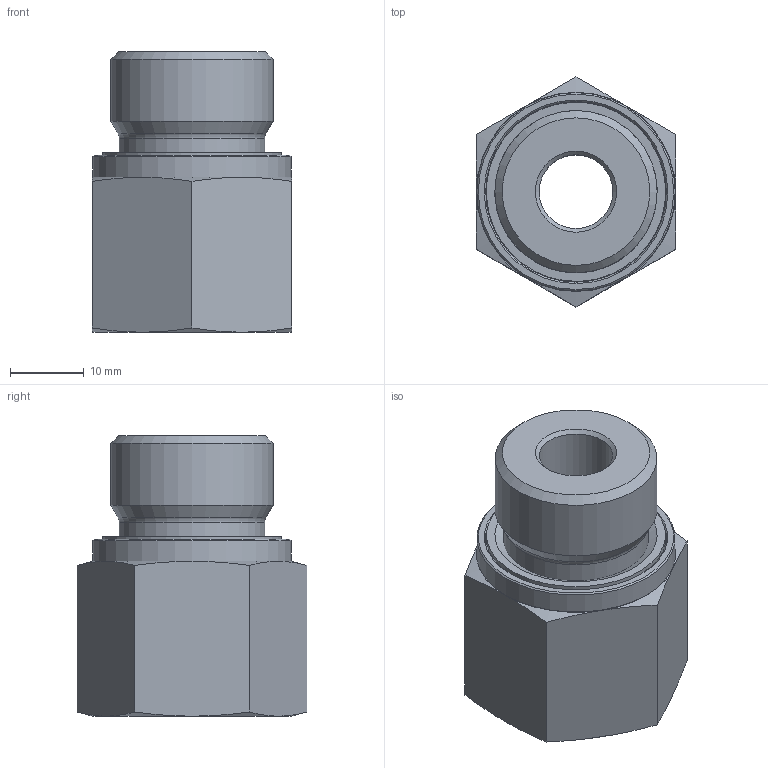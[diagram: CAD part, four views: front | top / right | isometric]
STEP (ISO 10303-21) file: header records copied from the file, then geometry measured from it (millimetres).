
FILE_DESCRIPTION((''),'2;1');
FILE_NAME('714122238.stp','2015-07-08T09:46:50',(''),('KNOMI spol. s r. o.'),'Autodesk Inventor 2012','Autodesk Inventor 2012','');
FILE_SCHEMA(('AUTOMOTIVE_DESIGN { 1 2 10303 214 0 1 1 1 }'));
Length unit declared in the file: millimetre
Products named in the file (3): RIEM/R M22-G3/8; 714132238; 609222200
Assembly tree (2 placements, depth 2):
  RIEM/R M22-G3/8
    714132238
    609222200
Bounding box: 27 x 31.18 x 38 mm (x, y, z)
Volume: 15306.2 mm3; surface area: 6321.7 mm2
Topology: 2 solids, 2 shells, 45 faces, 89 edges, 52 vertices
Faces by surface type: cone 20, plane 14, cylinder 8, torus 3
Full cylindrical faces by diameter (mm): 10 x1, 14.95 x1, 19.6 x1, 19.7 x1, 22 x1, 24.3 x1, 24.5 x1, 26.9 x1
Entity records: 1165 total; most frequent: CARTESIAN_POINT 216, DIRECTION 182, ORIENTED_EDGE 136, AXIS2_PLACEMENT_3D 88, EDGE_LOOP 72, EDGE_CURVE 68, VERTEX_POINT 50, STYLED_ITEM 47
